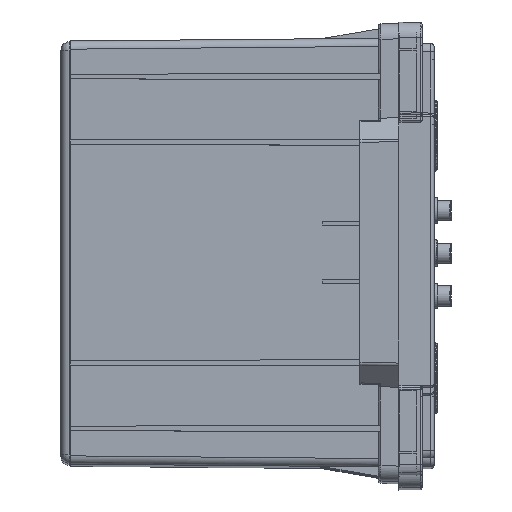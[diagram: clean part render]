
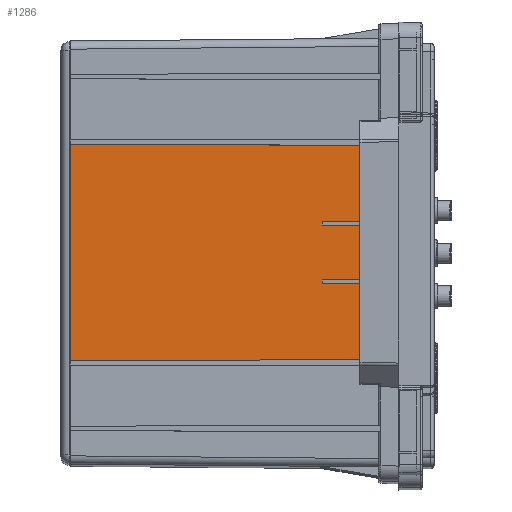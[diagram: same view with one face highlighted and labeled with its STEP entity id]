
A CAD part, top view. The second image highlights one B-rep face of the part: STEP entity #1286.
In plain terms, the highlighted face is planar.
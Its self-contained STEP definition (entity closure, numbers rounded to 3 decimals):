
#1286 = ADVANCED_FACE ( 'NONE', ( #120723 ), #134585, .F. ) ;
#1348 = DIRECTION ( 'NONE',  ( -0.017, 0.009, 1. ) ) ;
#3844 = CARTESIAN_POINT ( 'NONE',  ( -63.172, -239.227, -5.5 ) ) ;
#5083 = CARTESIAN_POINT ( 'NONE',  ( 16.076, -240.512, -152.704 ) ) ;
#8961 = DIRECTION ( 'NONE',  ( -1., 0., 0. ) ) ;
#9161 = VECTOR ( 'NONE', #1348, 1000. ) ;
#9213 = DIRECTION ( 'NONE',  ( 1., 0., 0. ) ) ;
#9315 = LINE ( 'NONE', #143251, #39174 ) ;
#9458 = DIRECTION ( 'NONE',  ( -1., 0., 0. ) ) ;
#10070 = DIRECTION ( 'NONE',  ( -0.017, 0.009, 1. ) ) ;
#10968 = EDGE_CURVE ( 'NONE', #85255, #102126, #99928, .T. ) ;
#12758 = ORIENTED_EDGE ( 'NONE', *, *, #96022, .F. ) ;
#13867 = ORIENTED_EDGE ( 'NONE', *, *, #84586, .T. ) ;
#14049 = DIRECTION ( 'NONE',  ( 0.003, -0.009, -1. ) ) ;
#14330 = EDGE_CURVE ( 'NONE', #108062, #110267, #92059, .T. ) ;
#14376 = EDGE_CURVE ( 'NONE', #115202, #45057, #140138, .T. ) ;
#15023 = VECTOR ( 'NONE', #76295, 1000. ) ;
#15260 = ORIENTED_EDGE ( 'NONE', *, *, #139199, .F. ) ;
#16905 = ORIENTED_EDGE ( 'NONE', *, *, #72764, .F. ) ;
#18228 = CARTESIAN_POINT ( 'NONE',  ( -16.076, -240.512, -152.704 ) ) ;
#21014 = CARTESIAN_POINT ( 'NONE',  ( 15.5, -240.8, -185.7 ) ) ;
#21075 = EDGE_CURVE ( 'NONE', #115202, #68639, #124670, .T. ) ;
#22381 = DIRECTION ( 'NONE',  ( -1., 0., 0. ) ) ;
#27773 = VECTOR ( 'NONE', #103038, 1000. ) ;
#32009 = ORIENTED_EDGE ( 'NONE', *, *, #86051, .T. ) ;
#32643 = CARTESIAN_POINT ( 'NONE',  ( -18.6, -240.8, -185.7 ) ) ;
#36899 = ORIENTED_EDGE ( 'NONE', *, *, #14330, .F. ) ;
#39174 = VECTOR ( 'NONE', #22381, 1000. ) ;
#39881 = CARTESIAN_POINT ( 'NONE',  ( 18.024, -240.512, -152.704 ) ) ;
#41772 = VECTOR ( 'NONE', #9213, 1000. ) ;
#41874 = CARTESIAN_POINT ( 'NONE',  ( -18.6, -240.8, -185.7 ) ) ;
#42435 = CARTESIAN_POINT ( 'NONE',  ( 62.7, -240.8, -185.7 ) ) ;
#44808 = EDGE_CURVE ( 'NONE', #85255, #92434, #114365, .T. ) ;
#45057 = VERTEX_POINT ( 'NONE', #59967 ) ;
#45944 = VERTEX_POINT ( 'NONE', #42435 ) ;
#48699 = DIRECTION ( 'NONE',  ( -1., 0., 0. ) ) ;
#54062 = CARTESIAN_POINT ( 'NONE',  ( 18.6, -240.8, -185.7 ) ) ;
#54527 = VECTOR ( 'NONE', #140181, 1000. ) ;
#55031 = LINE ( 'NONE', #142915, #15023 ) ;
#55498 = DIRECTION ( 'NONE',  ( 0., 1., -0.009 ) ) ;
#55958 = CARTESIAN_POINT ( 'NONE',  ( -63.172, -239.227, -5.5 ) ) ;
#57503 = EDGE_CURVE ( 'NONE', #45057, #137945, #75232, .T. ) ;
#57725 = ORIENTED_EDGE ( 'NONE', *, *, #21075, .T. ) ;
#58339 = CARTESIAN_POINT ( 'NONE',  ( 15.5, -240.8, -185.7 ) ) ;
#59967 = CARTESIAN_POINT ( 'NONE',  ( -15.5, -240.8, -185.7 ) ) ;
#60584 = VECTOR ( 'NONE', #74581, 1000. ) ;
#61575 = ORIENTED_EDGE ( 'NONE', *, *, #85090, .F. ) ;
#62183 = AXIS2_PLACEMENT_3D ( 'NONE', #122163, #55498, #9458 ) ;
#62253 = CARTESIAN_POINT ( 'NONE',  ( -62.7, -240.8, -185.7 ) ) ;
#64021 = ORIENTED_EDGE ( 'NONE', *, *, #14376, .F. ) ;
#65786 = LINE ( 'NONE', #18228, #60584 ) ;
#68639 = VERTEX_POINT ( 'NONE', #5083 ) ;
#68645 = ORIENTED_EDGE ( 'NONE', *, *, #44808, .T. ) ;
#72764 = EDGE_CURVE ( 'NONE', #137945, #126121, #65786, .T. ) ;
#72819 = LINE ( 'NONE', #116775, #54527 ) ;
#73373 = LINE ( 'NONE', #41874, #138681 ) ;
#74274 = LINE ( 'NONE', #94091, #102955 ) ;
#74581 = DIRECTION ( 'NONE',  ( -1., 0., 0. ) ) ;
#75232 = LINE ( 'NONE', #109660, #100204 ) ;
#76295 = DIRECTION ( 'NONE',  ( 0.003, 0.009, 1. ) ) ;
#77073 = CARTESIAN_POINT ( 'NONE',  ( -16.076, -240.512, -152.704 ) ) ;
#77823 = EDGE_LOOP ( 'NONE', ( #32009, #114293, #68645, #61575, #13867, #16905, #97961, #64021, #57725, #15260, #36899, #12758 ) ) ;
#80344 = CARTESIAN_POINT ( 'NONE',  ( 18.6, -240.8, -185.7 ) ) ;
#84586 = EDGE_CURVE ( 'NONE', #140925, #126121, #72819, .T. ) ;
#85090 = EDGE_CURVE ( 'NONE', #140925, #92434, #73373, .T. ) ;
#85255 = VERTEX_POINT ( 'NONE', #113542 ) ;
#86051 = EDGE_CURVE ( 'NONE', #45944, #102126, #55031, .T. ) ;
#91707 = CARTESIAN_POINT ( 'NONE',  ( 15.5, -240.8, -185.7 ) ) ;
#92059 = LINE ( 'NONE', #80344, #9161 ) ;
#92434 = VERTEX_POINT ( 'NONE', #62253 ) ;
#94091 = CARTESIAN_POINT ( 'NONE',  ( 62.7, -240.8, -185.7 ) ) ;
#96022 = EDGE_CURVE ( 'NONE', #45944, #108062, #74274, .T. ) ;
#97961 = ORIENTED_EDGE ( 'NONE', *, *, #57503, .F. ) ;
#99928 = LINE ( 'NONE', #55958, #41772 ) ;
#100204 = VECTOR ( 'NONE', #10070, 1000. ) ;
#102126 = VERTEX_POINT ( 'NONE', #118683 ) ;
#102955 = VECTOR ( 'NONE', #48699, 1000. ) ;
#103038 = DIRECTION ( 'NONE',  ( -1., 0., 0. ) ) ;
#108062 = VERTEX_POINT ( 'NONE', #54062 ) ;
#109660 = CARTESIAN_POINT ( 'NONE',  ( -15.5, -240.8, -185.7 ) ) ;
#110267 = VERTEX_POINT ( 'NONE', #39881 ) ;
#113542 = CARTESIAN_POINT ( 'NONE',  ( -63.172, -239.227, -5.5 ) ) ;
#114293 = ORIENTED_EDGE ( 'NONE', *, *, #10968, .F. ) ;
#114365 = LINE ( 'NONE', #3844, #129724 ) ;
#114548 = VECTOR ( 'NONE', #135631, 1000. ) ;
#115202 = VERTEX_POINT ( 'NONE', #21014 ) ;
#116775 = CARTESIAN_POINT ( 'NONE',  ( -18.6, -240.8, -185.7 ) ) ;
#118683 = CARTESIAN_POINT ( 'NONE',  ( 63.172, -239.227, -5.5 ) ) ;
#120723 = FACE_OUTER_BOUND ( 'NONE', #77823, .T. ) ;
#122163 = CARTESIAN_POINT ( 'NONE',  ( 123.262, -240.8, -185.702 ) ) ;
#122980 = CARTESIAN_POINT ( 'NONE',  ( -18.024, -240.512, -152.704 ) ) ;
#124670 = LINE ( 'NONE', #91707, #114548 ) ;
#126121 = VERTEX_POINT ( 'NONE', #122980 ) ;
#129724 = VECTOR ( 'NONE', #14049, 1000. ) ;
#134585 = PLANE ( 'NONE',  #62183 ) ;
#135631 = DIRECTION ( 'NONE',  ( 0.017, 0.009, 1. ) ) ;
#137945 = VERTEX_POINT ( 'NONE', #77073 ) ;
#138681 = VECTOR ( 'NONE', #8961, 1000. ) ;
#139199 = EDGE_CURVE ( 'NONE', #110267, #68639, #9315, .T. ) ;
#140138 = LINE ( 'NONE', #58339, #27773 ) ;
#140181 = DIRECTION ( 'NONE',  ( 0.017, 0.009, 1. ) ) ;
#140925 = VERTEX_POINT ( 'NONE', #32643 ) ;
#142915 = CARTESIAN_POINT ( 'NONE',  ( 62.7, -240.8, -185.7 ) ) ;
#143251 = CARTESIAN_POINT ( 'NONE',  ( 18.024, -240.512, -152.704 ) ) ;
